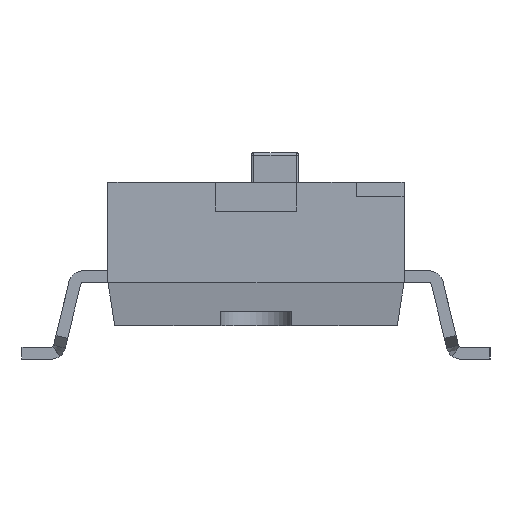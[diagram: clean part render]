
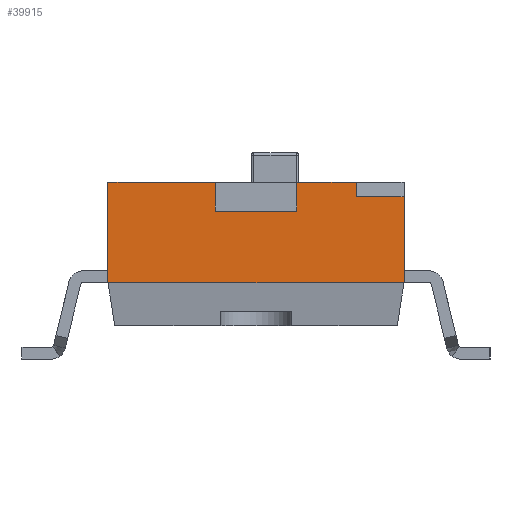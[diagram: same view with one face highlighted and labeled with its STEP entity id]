
A CAD part, left-side view. The second image highlights one B-rep face of the part: STEP entity #39915.
In plain terms, the highlighted planar face has unit normal (-1, 0, 0).
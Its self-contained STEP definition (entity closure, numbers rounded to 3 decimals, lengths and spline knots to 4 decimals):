
#1777=PLANE('',#43399);
#5806=LINE('',#68260,#10019);
#5827=LINE('',#68305,#10040);
#5877=LINE('',#68577,#10090);
#5914=LINE('',#68647,#10127);
#5915=LINE('',#68648,#10128);
#5916=LINE('',#68650,#10129);
#5917=LINE('',#68652,#10130);
#5918=LINE('',#68653,#10131);
#5919=LINE('',#68654,#10132);
#5920=LINE('',#68655,#10133);
#10019=VECTOR('',#53970,10.);
#10040=VECTOR('',#54001,10.);
#10090=VECTOR('',#54085,10.);
#10127=VECTOR('',#54152,10.);
#10128=VECTOR('',#54153,10.);
#10129=VECTOR('',#54154,10.);
#10130=VECTOR('',#54155,10.);
#10131=VECTOR('',#54156,10.);
#10132=VECTOR('',#54157,10.);
#10133=VECTOR('',#54158,10.);
#13036=FACE_OUTER_BOUND('',#15278,.T.);
#15278=EDGE_LOOP('',(#37138,#37139,#37140,#37141,#37142,#37143,#37144,#37145,
#37146,#37147));
#20161=VERTEX_POINT('',#68181);
#20166=VERTEX_POINT('',#68194);
#20195=VERTEX_POINT('',#68258);
#20196=VERTEX_POINT('',#68259);
#20213=VERTEX_POINT('',#68299);
#20215=VERTEX_POINT('',#68303);
#20274=VERTEX_POINT('',#68645);
#20275=VERTEX_POINT('',#68646);
#20276=VERTEX_POINT('',#68649);
#20277=VERTEX_POINT('',#68651);
#25862=EDGE_CURVE('',#20195,#20196,#5806,.T.);
#25883=EDGE_CURVE('',#20215,#20213,#5827,.T.);
#25939=EDGE_CURVE('',#20166,#20161,#5877,.T.);
#25976=EDGE_CURVE('',#20274,#20275,#5914,.T.);
#25977=EDGE_CURVE('',#20213,#20275,#5915,.T.);
#25978=EDGE_CURVE('',#20276,#20215,#5916,.T.);
#25979=EDGE_CURVE('',#20277,#20276,#5917,.T.);
#25980=EDGE_CURVE('',#20277,#20166,#5918,.T.);
#25981=EDGE_CURVE('',#20161,#20196,#5919,.T.);
#25982=EDGE_CURVE('',#20274,#20195,#5920,.T.);
#37138=ORIENTED_EDGE('',*,*,#25976,.T.);
#37139=ORIENTED_EDGE('',*,*,#25977,.F.);
#37140=ORIENTED_EDGE('',*,*,#25883,.F.);
#37141=ORIENTED_EDGE('',*,*,#25978,.F.);
#37142=ORIENTED_EDGE('',*,*,#25979,.F.);
#37143=ORIENTED_EDGE('',*,*,#25980,.T.);
#37144=ORIENTED_EDGE('',*,*,#25939,.T.);
#37145=ORIENTED_EDGE('',*,*,#25981,.T.);
#37146=ORIENTED_EDGE('',*,*,#25862,.F.);
#37147=ORIENTED_EDGE('',*,*,#25982,.F.);
#39915=ADVANCED_FACE('',(#13036),#1777,.T.);
#43399=AXIS2_PLACEMENT_3D('',#68644,#54150,#54151);
#53970=DIRECTION('',(0.,-1.,0.));
#54001=DIRECTION('',(0.,-1.,0.));
#54085=DIRECTION('',(0.,-1.,0.));
#54150=DIRECTION('center_axis',(-1.,0.,0.));
#54151=DIRECTION('ref_axis',(0.,1.,0.));
#54152=DIRECTION('',(0.,1.,0.));
#54153=DIRECTION('',(0.,0.,1.));
#54154=DIRECTION('',(0.,0.,-1.));
#54155=DIRECTION('',(0.,-1.,0.));
#54156=DIRECTION('',(0.,0.,-1.));
#54157=DIRECTION('',(0.,0.,1.));
#54158=DIRECTION('',(0.,0.,-1.));
#68181=CARTESIAN_POINT('',(-15.71,-3.1,1.635));
#68194=CARTESIAN_POINT('',(-15.71,3.1,1.635));
#68258=CARTESIAN_POINT('',(-15.71,-2.1,3.435));
#68259=CARTESIAN_POINT('',(-15.71,-3.1,3.435));
#68260=CARTESIAN_POINT('',(-15.71,-2.1,3.435));
#68299=CARTESIAN_POINT('',(-15.71,-0.85,3.135));
#68303=CARTESIAN_POINT('',(-15.71,0.85,3.135));
#68305=CARTESIAN_POINT('',(-15.71,3.1,3.135));
#68577=CARTESIAN_POINT('',(-15.71,3.1,1.635));
#68644=CARTESIAN_POINT('Origin',(-15.71,-3.337,4.407));
#68645=CARTESIAN_POINT('',(-15.71,-2.1,3.735));
#68646=CARTESIAN_POINT('',(-15.71,-0.85,3.735));
#68647=CARTESIAN_POINT('',(-15.71,-2.1,3.735));
#68648=CARTESIAN_POINT('',(-15.71,-0.85,3.135));
#68649=CARTESIAN_POINT('',(-15.71,0.85,3.735));
#68650=CARTESIAN_POINT('',(-15.71,0.85,3.735));
#68651=CARTESIAN_POINT('',(-15.71,3.1,3.735));
#68652=CARTESIAN_POINT('',(-15.71,3.1,3.735));
#68653=CARTESIAN_POINT('',(-15.71,3.1,3.735));
#68654=CARTESIAN_POINT('',(-15.71,-3.1,3.135));
#68655=CARTESIAN_POINT('',(-15.71,-2.1,3.735));
